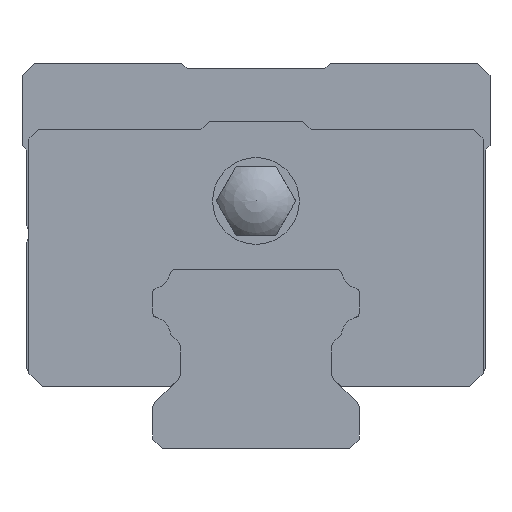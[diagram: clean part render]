
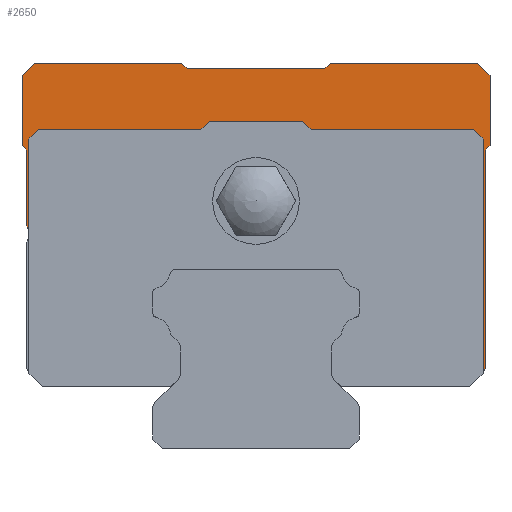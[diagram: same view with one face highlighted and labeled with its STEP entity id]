
A CAD part, front view. The second image highlights one B-rep face of the part: STEP entity #2650.
In plain terms, the highlighted planar face has unit normal (0, -1, 0).
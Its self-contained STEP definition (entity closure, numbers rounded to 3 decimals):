
#132=LINE('',#4856,#377);
#135=LINE('',#4862,#380);
#138=LINE('',#4872,#383);
#141=LINE('',#4878,#386);
#144=LINE('',#4884,#389);
#147=LINE('',#4890,#392);
#150=LINE('',#4900,#395);
#153=LINE('',#4906,#398);
#156=LINE('',#4912,#401);
#159=LINE('',#4918,#404);
#162=LINE('',#4924,#407);
#178=LINE('',#4961,#423);
#181=LINE('',#4966,#426);
#182=LINE('',#4968,#427);
#183=LINE('',#4970,#428);
#184=LINE('',#4972,#429);
#185=LINE('',#4974,#430);
#186=LINE('',#4976,#431);
#187=LINE('',#4978,#432);
#188=LINE('',#4980,#433);
#189=LINE('',#4982,#434);
#190=LINE('',#4984,#435);
#377=VECTOR('',#4066,1000.);
#380=VECTOR('',#4071,1000.);
#383=VECTOR('',#4080,1000.);
#386=VECTOR('',#4085,1000.);
#389=VECTOR('',#4090,1000.);
#392=VECTOR('',#4095,1000.);
#395=VECTOR('',#4104,1000.);
#398=VECTOR('',#4109,1000.);
#401=VECTOR('',#4114,1000.);
#404=VECTOR('',#4119,1000.);
#407=VECTOR('',#4124,1000.);
#423=VECTOR('',#4162,1000.);
#426=VECTOR('',#4167,1000.);
#427=VECTOR('',#4170,1000.);
#428=VECTOR('',#4171,1000.);
#429=VECTOR('',#4172,1000.);
#430=VECTOR('',#4173,1000.);
#431=VECTOR('',#4174,1000.);
#432=VECTOR('',#4175,1000.);
#433=VECTOR('',#4176,1000.);
#434=VECTOR('',#4177,1000.);
#435=VECTOR('',#4178,1000.);
#586=PLANE('',#3591);
#998=ORIENTED_EDGE('',*,*,#1570,.F.);
#999=ORIENTED_EDGE('',*,*,#1577,.T.);
#1000=ORIENTED_EDGE('',*,*,#1578,.T.);
#1001=ORIENTED_EDGE('',*,*,#1579,.T.);
#1002=ORIENTED_EDGE('',*,*,#1580,.T.);
#1003=ORIENTED_EDGE('',*,*,#1581,.T.);
#1004=ORIENTED_EDGE('',*,*,#1582,.T.);
#1005=ORIENTED_EDGE('',*,*,#1583,.T.);
#1006=ORIENTED_EDGE('',*,*,#1584,.T.);
#1007=ORIENTED_EDGE('',*,*,#1585,.T.);
#1008=ORIENTED_EDGE('',*,*,#1556,.F.);
#1009=ORIENTED_EDGE('',*,*,#1553,.F.);
#1010=ORIENTED_EDGE('',*,*,#1550,.F.);
#1011=ORIENTED_EDGE('',*,*,#1547,.F.);
#1012=ORIENTED_EDGE('',*,*,#1544,.F.);
#1013=ORIENTED_EDGE('',*,*,#1541,.F.);
#1014=ORIENTED_EDGE('',*,*,#1536,.F.);
#1015=ORIENTED_EDGE('',*,*,#1533,.F.);
#1016=ORIENTED_EDGE('',*,*,#1530,.F.);
#1017=ORIENTED_EDGE('',*,*,#1527,.F.);
#1018=ORIENTED_EDGE('',*,*,#1522,.F.);
#1019=ORIENTED_EDGE('',*,*,#1519,.F.);
#1020=ORIENTED_EDGE('',*,*,#1576,.F.);
#1021=ORIENTED_EDGE('',*,*,#1573,.F.);
#1519=EDGE_CURVE('',#1849,#1850,#132,.T.);
#1522=EDGE_CURVE('',#1850,#1852,#135,.T.);
#1527=EDGE_CURVE('',#1852,#1856,#138,.T.);
#1530=EDGE_CURVE('',#1856,#1858,#141,.T.);
#1533=EDGE_CURVE('',#1858,#1860,#144,.T.);
#1536=EDGE_CURVE('',#1860,#1862,#147,.T.);
#1541=EDGE_CURVE('',#1862,#1866,#150,.T.);
#1544=EDGE_CURVE('',#1866,#1868,#153,.T.);
#1547=EDGE_CURVE('',#1868,#1870,#156,.T.);
#1550=EDGE_CURVE('',#1870,#1872,#159,.T.);
#1553=EDGE_CURVE('',#1872,#1874,#162,.T.);
#1556=EDGE_CURVE('',#1874,#1838,#2069,.T.);
#1570=EDGE_CURVE('',#1842,#1882,#2071,.T.);
#1573=EDGE_CURVE('',#1882,#1884,#178,.T.);
#1576=EDGE_CURVE('',#1884,#1849,#181,.T.);
#1577=EDGE_CURVE('',#1842,#1885,#182,.T.);
#1578=EDGE_CURVE('',#1885,#1886,#183,.T.);
#1579=EDGE_CURVE('',#1886,#1887,#184,.T.);
#1580=EDGE_CURVE('',#1887,#1888,#185,.T.);
#1581=EDGE_CURVE('',#1888,#1889,#186,.T.);
#1582=EDGE_CURVE('',#1889,#1890,#187,.T.);
#1583=EDGE_CURVE('',#1890,#1891,#188,.T.);
#1584=EDGE_CURVE('',#1891,#1892,#189,.T.);
#1585=EDGE_CURVE('',#1892,#1838,#190,.T.);
#1838=VERTEX_POINT('',#4829);
#1842=VERTEX_POINT('',#4838);
#1849=VERTEX_POINT('',#4855);
#1850=VERTEX_POINT('',#4857);
#1852=VERTEX_POINT('',#4863);
#1856=VERTEX_POINT('',#4873);
#1858=VERTEX_POINT('',#4879);
#1860=VERTEX_POINT('',#4885);
#1862=VERTEX_POINT('',#4891);
#1866=VERTEX_POINT('',#4901);
#1868=VERTEX_POINT('',#4907);
#1870=VERTEX_POINT('',#4913);
#1872=VERTEX_POINT('',#4919);
#1874=VERTEX_POINT('',#4925);
#1882=VERTEX_POINT('',#4956);
#1884=VERTEX_POINT('',#4962);
#1885=VERTEX_POINT('',#4969);
#1886=VERTEX_POINT('',#4971);
#1887=VERTEX_POINT('',#4973);
#1888=VERTEX_POINT('',#4975);
#1889=VERTEX_POINT('',#4977);
#1890=VERTEX_POINT('',#4979);
#1891=VERTEX_POINT('',#4981);
#1892=VERTEX_POINT('',#4983);
#2069=CIRCLE('',#3581,1.);
#2071=CIRCLE('',#3588,1.);
#2227=EDGE_LOOP('',(#998,#999,#1000,#1001,#1002,#1003,#1004,#1005,#1006,
#1007,#1008,#1009,#1010,#1011,#1012,#1013,#1014,#1015,#1016,#1017,#1018,
#1019,#1020,#1021));
#2420=FACE_BOUND('',#2227,.T.);
#2650=ADVANCED_FACE('',(#2420),#586,.F.);
#3581=AXIS2_PLACEMENT_3D('',#4929,#4130,#4131);
#3588=AXIS2_PLACEMENT_3D('',#4955,#4156,#4157);
#3591=AXIS2_PLACEMENT_3D('',#4967,#4168,#4169);
#4066=DIRECTION('',(0.,0.,1.));
#4071=DIRECTION('',(0.707,0.,0.707));
#4080=DIRECTION('',(1.,0.,0.));
#4085=DIRECTION('',(0.707,0.,-0.707));
#4090=DIRECTION('',(1.,0.,0.));
#4095=DIRECTION('',(0.707,0.,0.707));
#4104=DIRECTION('',(1.,0.,0.));
#4109=DIRECTION('',(0.707,0.,-0.707));
#4114=DIRECTION('',(0.,0.,-1.));
#4119=DIRECTION('',(-0.707,0.,-0.707));
#4124=DIRECTION('',(0.,0.,-1.));
#4130=DIRECTION('',(0.,1.,0.));
#4131=DIRECTION('',(-1.,0.,0.));
#4156=DIRECTION('',(0.,-1.,0.));
#4157=DIRECTION('',(-1.,0.,0.));
#4162=DIRECTION('',(0.,0.,1.));
#4167=DIRECTION('',(-0.707,0.,0.707));
#4168=DIRECTION('',(0.,1.,0.));
#4169=DIRECTION('',(0.,0.,1.));
#4170=DIRECTION('',(0.,0.,1.));
#4171=DIRECTION('',(0.707,0.,0.707));
#4172=DIRECTION('',(1.,0.,0.));
#4173=DIRECTION('',(0.707,0.,0.707));
#4174=DIRECTION('',(1.,0.,0.));
#4175=DIRECTION('',(0.707,0.,-0.707));
#4176=DIRECTION('',(1.,0.,0.));
#4177=DIRECTION('',(0.707,0.,-0.707));
#4178=DIRECTION('',(0.,0.,-1.));
#4829=CARTESIAN_POINT('',(16.5,-20.4,5.514));
#4838=CARTESIAN_POINT('',(-16.5,-20.4,15.6));
#4855=CARTESIAN_POINT('',(-17.,-20.4,22.));
#4856=CARTESIAN_POINT('',(-17.,-20.4,27.1));
#4857=CARTESIAN_POINT('',(-17.,-20.4,27.1));
#4862=CARTESIAN_POINT('',(-17.,-20.4,27.1));
#4863=CARTESIAN_POINT('',(-16.1,-20.4,28.));
#4872=CARTESIAN_POINT('',(-16.1,-20.4,28.));
#4873=CARTESIAN_POINT('',(-5.4,-20.4,28.));
#4878=CARTESIAN_POINT('',(-5.4,-20.4,28.));
#4879=CARTESIAN_POINT('',(-5.,-20.4,27.6));
#4884=CARTESIAN_POINT('',(-5.,-20.4,27.6));
#4885=CARTESIAN_POINT('',(5.,-20.4,27.6));
#4890=CARTESIAN_POINT('',(5.,-20.4,27.6));
#4891=CARTESIAN_POINT('',(5.4,-20.4,28.));
#4900=CARTESIAN_POINT('',(5.4,-20.4,28.));
#4901=CARTESIAN_POINT('',(16.1,-20.4,28.));
#4906=CARTESIAN_POINT('',(16.1,-20.4,28.));
#4907=CARTESIAN_POINT('',(17.,-20.4,27.1));
#4912=CARTESIAN_POINT('',(17.,-20.4,27.1));
#4913=CARTESIAN_POINT('',(17.,-20.4,22.));
#4918=CARTESIAN_POINT('',(16.7,-20.4,21.7));
#4919=CARTESIAN_POINT('',(16.7,-20.4,21.7));
#4924=CARTESIAN_POINT('',(16.7,-20.4,21.7));
#4925=CARTESIAN_POINT('',(16.7,-20.4,6.114));
#4929=CARTESIAN_POINT('',(15.7,-20.4,6.114));
#4955=CARTESIAN_POINT('',(-17.5,-20.4,15.6));
#4956=CARTESIAN_POINT('',(-16.7,-20.4,16.2));
#4961=CARTESIAN_POINT('',(-16.7,-20.4,21.7));
#4962=CARTESIAN_POINT('',(-16.7,-20.4,21.7));
#4966=CARTESIAN_POINT('',(-16.7,-20.4,21.7));
#4967=CARTESIAN_POINT('',(15.7,-20.4,6.114));
#4968=CARTESIAN_POINT('',(-16.5,-20.4,6.114));
#4969=CARTESIAN_POINT('',(-16.5,-20.4,22.5));
#4970=CARTESIAN_POINT('',(-8.593,-20.4,30.407));
#4971=CARTESIAN_POINT('',(-15.8,-20.4,23.2));
#4972=CARTESIAN_POINT('',(15.7,-20.4,23.2));
#4973=CARTESIAN_POINT('',(-4.,-20.4,23.2));
#4974=CARTESIAN_POINT('',(-2.693,-20.4,24.507));
#4975=CARTESIAN_POINT('',(-3.4,-20.4,23.8));
#4976=CARTESIAN_POINT('',(15.7,-20.4,23.8));
#4977=CARTESIAN_POINT('',(3.4,-20.4,23.8));
#4978=CARTESIAN_POINT('',(18.393,-20.4,8.807));
#4979=CARTESIAN_POINT('',(4.,-20.4,23.2));
#4980=CARTESIAN_POINT('',(15.7,-20.4,23.2));
#4981=CARTESIAN_POINT('',(15.8,-20.4,23.2));
#4982=CARTESIAN_POINT('',(24.293,-20.4,14.707));
#4983=CARTESIAN_POINT('',(16.5,-20.4,22.5));
#4984=CARTESIAN_POINT('',(16.5,-20.4,6.114));
